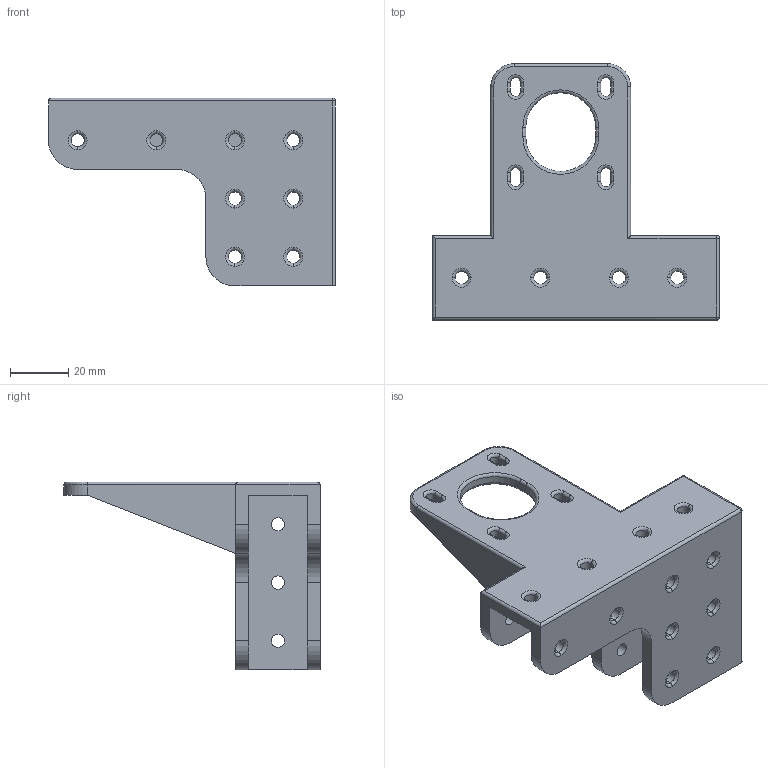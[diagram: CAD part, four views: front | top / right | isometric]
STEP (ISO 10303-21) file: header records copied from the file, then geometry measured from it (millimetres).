
FILE_DESCRIPTION (( 'STEP AP214' ), '1' );
FILE_NAME ('R_Z_Top.STEP', '2016-08-14T04:30:51', ( '' ), ( '' ), 'SwSTEP 2.0', 'SolidWorks 2016', '' );
FILE_SCHEMA (( 'AUTOMOTIVE_DESIGN' ));
Length unit declared in the file: millimetre
Products named in the file (1): R_Z_Top
Bounding box: 98.5 x 88 x 64.5 mm (x, y, z)
Volume: 61853.9 mm3; surface area: 32410.6 mm2
Topology: 1 solids, 1 shells, 197 faces, 483 edges, 286 vertices
Faces by surface type: cylinder 94, torus 68, plane 33, sphere 2
Entity records: 5963 total; most frequent: DIRECTION 1167, CARTESIAN_POINT 977, ORIENTED_EDGE 962, AXIS2_PLACEMENT_3D 492, EDGE_CURVE 481, CIRCLE 294, VERTEX_POINT 286, EDGE_LOOP 253
